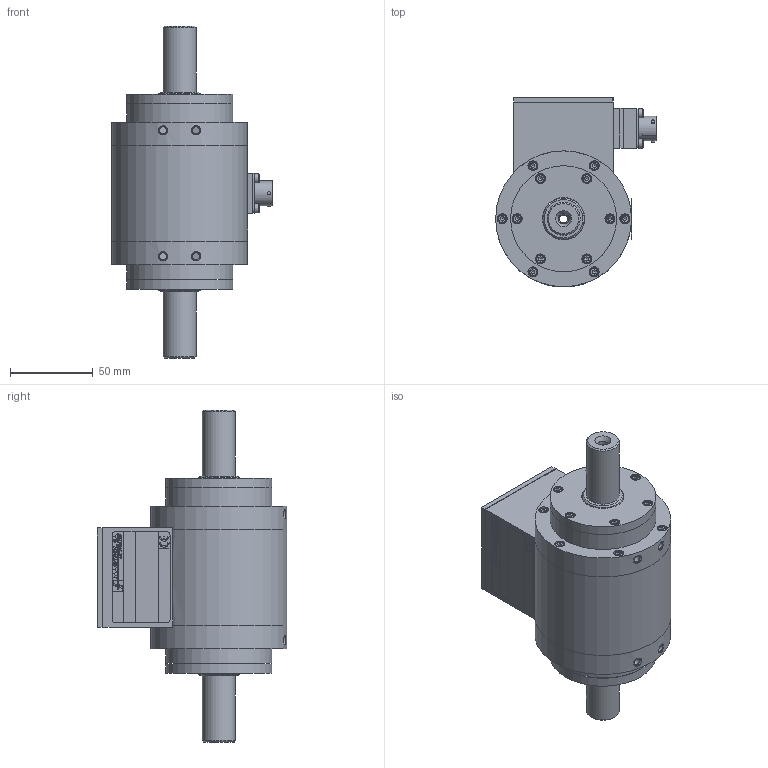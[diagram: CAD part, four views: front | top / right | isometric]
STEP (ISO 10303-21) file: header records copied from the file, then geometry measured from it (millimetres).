
FILE_DESCRIPTION (( 'STEP AP203' ), '1' );
FILE_NAME ('415-311-000-411_EF.STEP', '2014-05-27T05:49:06', ( 'ajoy' ), ( 'Microsoft' ), 'SwSTEP 2.0', 'SolidWorks 2014', '' );
FILE_SCHEMA (( 'CONFIG_CONTROL_DESIGN' ));
Products named in the file (1): 415-311-000-411_EF
Bounding box: 97 x 114.5 x 200.4 mm (x, y, z)
Surface area: 78509.1 mm2 (no closed solid volume)
Topology: 0 solids, 165 shells, 660 faces, 5085 edges, 4506 vertices
Faces by surface type: plane 478, cylinder 89, cone 44, torus 28, bspline 15, sphere 6
Full cylindrical faces by diameter (mm): 1 x6, 2 x3, 4 x1, 4.2 x4, 5.5 x4, 6 x28, 6.4 x2, 6.8 x1, 15 x1, 20 x2, 25 x2, 25.5 x2, 64 x4, 82 x3
Entity records: 57027 total; most frequent: CARTESIAN_POINT 24723, ORIENTED_EDGE 5667, DIRECTION 4919, EDGE_CURVE 4880, VERTEX_POINT 4450, LINE 2747, VECTOR 2747, B_SPLINE_CURVE_WITH_KNOTS 1693
